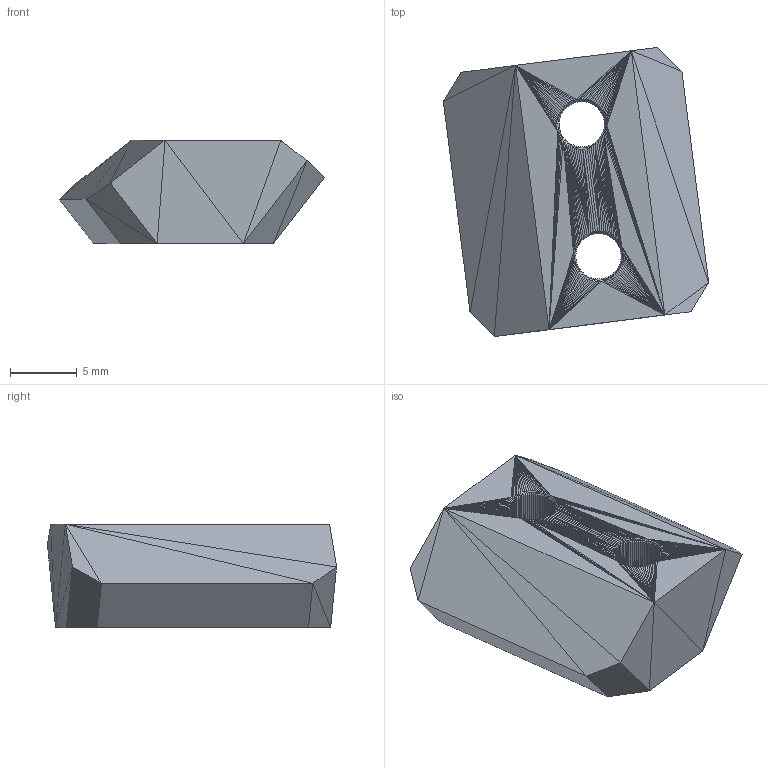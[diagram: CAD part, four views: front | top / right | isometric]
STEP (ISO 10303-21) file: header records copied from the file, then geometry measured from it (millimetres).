
FILE_DESCRIPTION(('FreeCAD Model'),'2;1');
FILE_NAME('./VORON-0/STLs/VORON0.0/V0_Tophat_(beta)maybe_tophat_clip.step','2020-04-30T22:40:36',('FreeCAD'),('FreeCAD'), 'Open CASCADE STEP processor 7.3','FreeCAD','Unknown');
FILE_SCHEMA(('AUTOMOTIVE_DESIGN { 1 0 10303 214 1 1 1 1 }'));
Length unit declared in the file: millimetre
Products named in the file (1): Open CASCADE STEP translator 7.3 1
Bounding box: 19.93 x 21.71 x 7.78 mm (x, y, z)
Surface area: 1153.8 mm2 (no closed solid volume)
Topology: 0 solids, 1 shells, 1128 faces, 1726 edges, 596 vertices
Faces by surface type: plane 1128
Entity records: 22316 total; most frequent: DIRECTION 3984, ORIENTED_EDGE 3452, CARTESIAN_POINT 3451, EDGE_CURVE 1726, LINE 1726, VECTOR 1726, AXIS2_PLACEMENT_3D 1129, ADVANCED_FACE 1128
